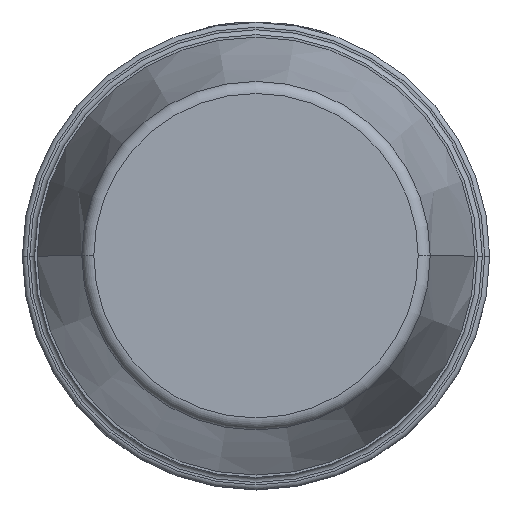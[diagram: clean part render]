
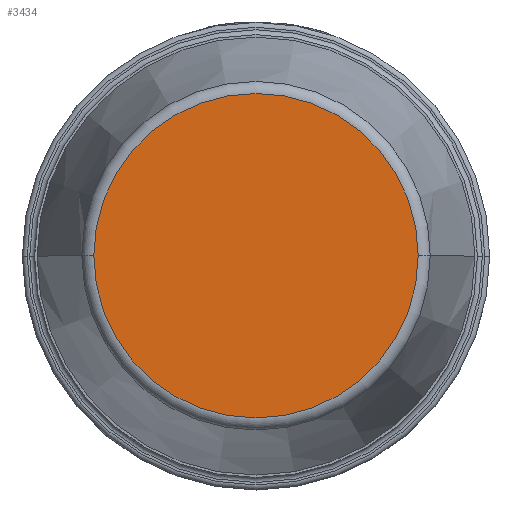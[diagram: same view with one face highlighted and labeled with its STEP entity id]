
A CAD part, top view. The second image highlights one B-rep face of the part: STEP entity #3434.
In plain terms, the highlighted planar face has unit normal (0, 0, 1).
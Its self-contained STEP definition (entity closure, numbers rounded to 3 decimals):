
#3388 = VERTEX_POINT('',#3389);
#3389 = CARTESIAN_POINT('',(-6.6,0.,
    14.));
#3396 = EDGE_CURVE('',#3397,#3388,#3399,.T.);
#3397 = VERTEX_POINT('',#3398);
#3398 = CARTESIAN_POINT('',(6.589,0.,14.));
#3399 = CIRCLE('',#3400,6.595);
#3400 = AXIS2_PLACEMENT_3D('',#3401,#3402,#3403);
#3401 = CARTESIAN_POINT('',(-0.006,0.,14.));
#3402 = DIRECTION('',(0.,0.,1.));
#3403 = DIRECTION('',(1.,0.,-0.));
#3434 = ADVANCED_FACE('',(#3435),#3445,.T.);
#3435 = FACE_BOUND('',#3436,.T.);
#3436 = EDGE_LOOP('',(#3437,#3438));
#3437 = ORIENTED_EDGE('',*,*,#3396,.T.);
#3438 = ORIENTED_EDGE('',*,*,#3439,.T.);
#3439 = EDGE_CURVE('',#3388,#3397,#3440,.T.);
#3440 = CIRCLE('',#3441,6.595);
#3441 = AXIS2_PLACEMENT_3D('',#3442,#3443,#3444);
#3442 = CARTESIAN_POINT('',(-0.006,0.,14.));
#3443 = DIRECTION('',(0.,0.,1.));
#3444 = DIRECTION('',(1.,0.,-0.));
#3445 = PLANE('',#3446);
#3446 = AXIS2_PLACEMENT_3D('',#3447,#3448,#3449);
#3447 = CARTESIAN_POINT('',(6.994,0.,14.));
#3448 = DIRECTION('',(0.,0.,1.));
#3449 = DIRECTION('',(1.,0.,-0.));
